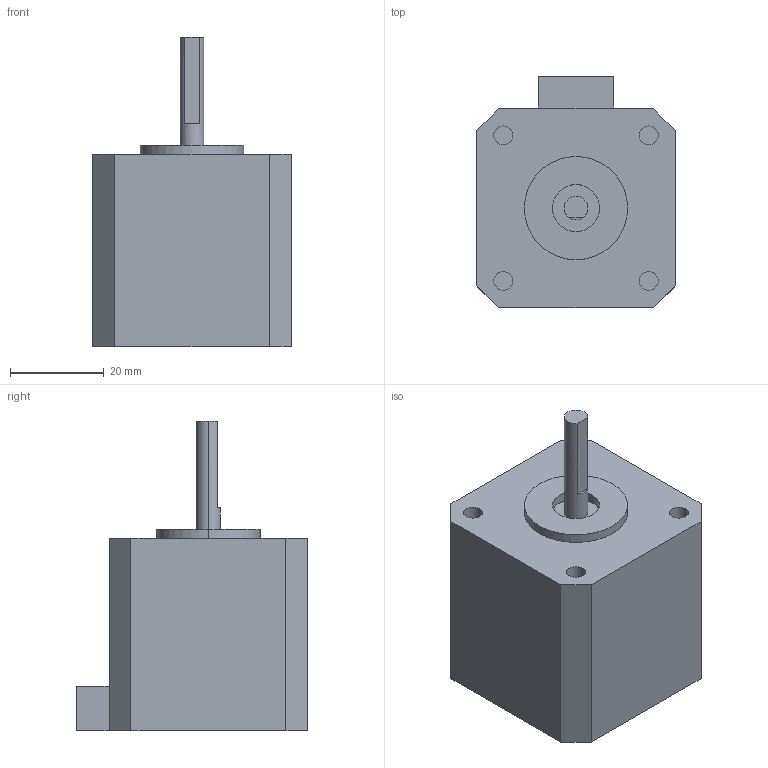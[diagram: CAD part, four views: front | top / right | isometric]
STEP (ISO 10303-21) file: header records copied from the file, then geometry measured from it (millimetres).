
FILE_DESCRIPTION((''),'2;1');
FILE_NAME('NEMA_17_STEPPER_MOTOR_','2020-12-28T16:33:23',('TINH LE'),(''),'CREO PARAMETRIC BY PTC INC, 2020154','CREO PARAMETRIC BY PTC INC, 2020154','');
FILE_SCHEMA(('CONFIG_CONTROL_DESIGN'));
Length unit declared in the file: millimetre
Products named in the file (1): NEMA_17_STEPPER_MOTOR_
Bounding box: 42.3 x 49.3 x 66 mm (x, y, z)
Volume: 73500.8 mm3; surface area: 11155.5 mm2
Topology: 1 solids, 1 shells, 37 faces, 84 edges, 56 vertices
Faces by surface type: plane 23, cylinder 14
Entity records: 1086 total; most frequent: DIRECTION 188, CARTESIAN_POINT 177, ORIENTED_EDGE 168, EDGE_CURVE 84, AXIS2_PLACEMENT_3D 67, VERTEX_POINT 56, VECTOR 54, LINE 54
